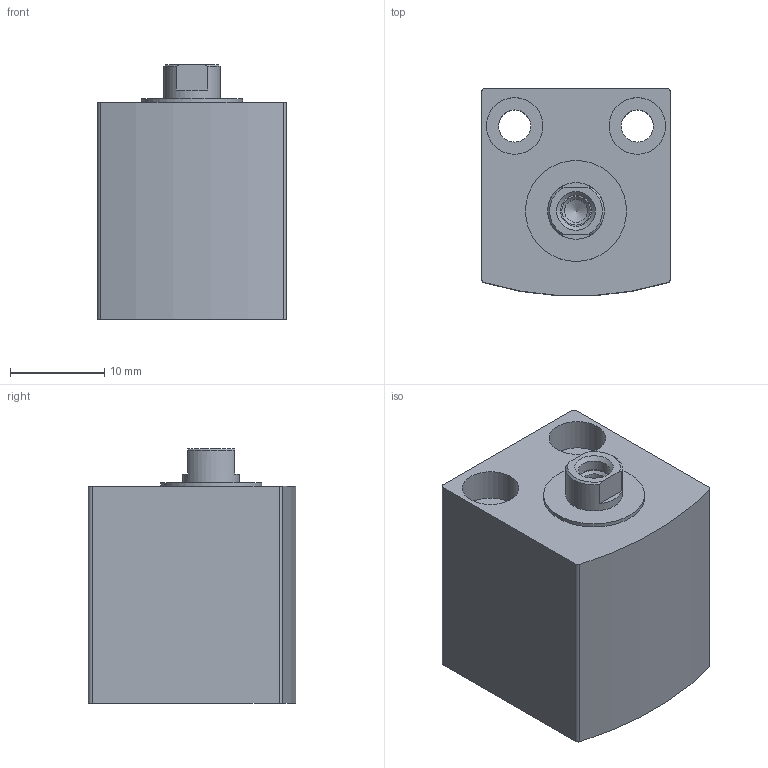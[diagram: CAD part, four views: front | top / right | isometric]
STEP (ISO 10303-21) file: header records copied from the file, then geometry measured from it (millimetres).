
FILE_DESCRIPTION(/* description */ ('STEP AP214'),/* implementation_level */ '2;1');
FILE_NAME(/* name */ '188090_ADVC-12-5-I-P',/* time_stamp */ '2024-08-01T20:20:59+02:00',/* author */ ('License CC BY-ND 4.0'),/* organization */ ('CADENAS'),/* preprocessor_version */ 'ST-DEVELOPER v19.3',/* originating_system */ 'PARTsolutions',/* authorisation */ ' ');
FILE_SCHEMA (('AUTOMOTIVE_DESIGN {1 0 10303 214 3 1 1}'));
Length unit declared in the file: millimetre
Products named in the file (3): 188090 ADVC-12-5-I-P---(asm_0); 188090 ADVC-12-5-I-P---(ZR); 188090 ADVC-12-5-I-P---(K)
Assembly tree (2 placements, depth 2):
  188090 ADVC-12-5-I-P---(asm_0)
    188090 ADVC-12-5-I-P---(ZR)
    188090 ADVC-12-5-I-P---(K)
Bounding box: 20 x 21.94 x 27 mm (x, y, z)
Volume: 8842.5 mm3; surface area: 4550.8 mm2
Topology: 2 solids, 2 shells, 45 faces, 93 edges, 61 vertices
Faces by surface type: plane 20, cylinder 18, cone 7
Full cylindrical faces by diameter (mm): 2.459 x1, 3.3 x1, 3.4 x2, 4.134 x2, 6 x4, 10.7 x1, 12 x2
Entity records: 1173 total; most frequent: DIRECTION 208, CARTESIAN_POINT 189, ORIENTED_EDGE 142, AXIS2_PLACEMENT_3D 93, FACE_BOUND 77, EDGE_LOOP 76, EDGE_CURVE 71, VERTEX_POINT 58
